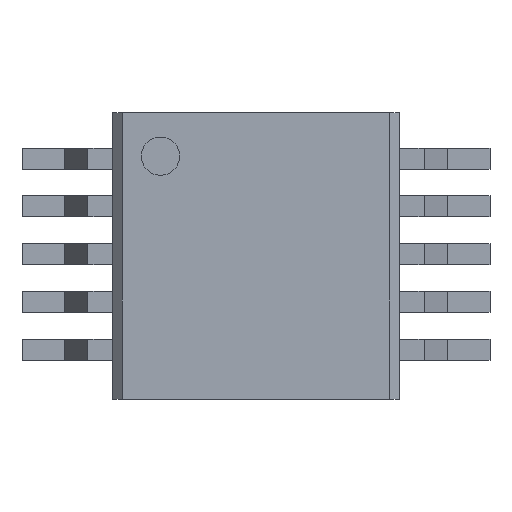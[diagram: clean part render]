
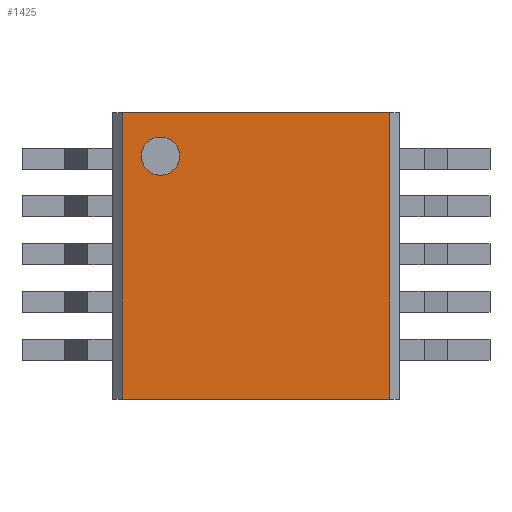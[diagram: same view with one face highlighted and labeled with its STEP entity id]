
A CAD part, top view. The second image highlights one B-rep face of the part: STEP entity #1425.
In plain terms, the highlighted planar face has unit normal (0, 0, 1).
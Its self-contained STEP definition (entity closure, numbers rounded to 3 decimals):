
#242 = VERTEX_POINT('',#243);
#243 = CARTESIAN_POINT('',(1.4,1.48,1.1));
#249 = EDGE_CURVE('',#242,#250,#252,.T.);
#250 = VERTEX_POINT('',#251);
#251 = CARTESIAN_POINT('',(-1.4,1.48,1.1));
#252 = LINE('',#253,#254);
#253 = CARTESIAN_POINT('',(1.5,1.48,1.1));
#254 = VECTOR('',#255,1.);
#255 = DIRECTION('',(-1.,0.,0.));
#321 = VERTEX_POINT('',#322);
#322 = CARTESIAN_POINT('',(-1.4,-1.52,1.1));
#328 = EDGE_CURVE('',#250,#321,#329,.T.);
#329 = LINE('',#330,#331);
#330 = CARTESIAN_POINT('',(-1.4,1.48,1.1));
#331 = VECTOR('',#332,1.);
#332 = DIRECTION('',(0.,-1.,0.));
#344 = EDGE_CURVE('',#321,#345,#347,.T.);
#345 = VERTEX_POINT('',#346);
#346 = CARTESIAN_POINT('',(1.4,-1.52,1.1));
#347 = LINE('',#348,#349);
#348 = CARTESIAN_POINT('',(-1.5,-1.52,1.1));
#349 = VECTOR('',#350,1.);
#350 = DIRECTION('',(1.,0.,0.));
#1403 = EDGE_CURVE('',#345,#242,#1404,.T.);
#1404 = LINE('',#1405,#1406);
#1405 = CARTESIAN_POINT('',(1.4,-1.52,1.1));
#1406 = VECTOR('',#1407,1.);
#1407 = DIRECTION('',(0.,1.,0.));
#1425 = ADVANCED_FACE('',(#1426,#1432),#1443,.T.);
#1426 = FACE_BOUND('',#1427,.T.);
#1427 = EDGE_LOOP('',(#1428,#1429,#1430,#1431));
#1428 = ORIENTED_EDGE('',*,*,#344,.T.);
#1429 = ORIENTED_EDGE('',*,*,#1403,.T.);
#1430 = ORIENTED_EDGE('',*,*,#249,.T.);
#1431 = ORIENTED_EDGE('',*,*,#328,.T.);
#1432 = FACE_BOUND('',#1433,.T.);
#1433 = EDGE_LOOP('',(#1434));
#1434 = ORIENTED_EDGE('',*,*,#1435,.F.);
#1435 = EDGE_CURVE('',#1436,#1436,#1438,.T.);
#1436 = VERTEX_POINT('',#1437);
#1437 = CARTESIAN_POINT('',(-1.,0.825,1.1));
#1438 = CIRCLE('',#1439,0.2);
#1439 = AXIS2_PLACEMENT_3D('',#1440,#1441,#1442);
#1440 = CARTESIAN_POINT('',(-1.,1.025,1.1));
#1441 = DIRECTION('',(0.,0.,1.));
#1442 = DIRECTION('',(0.,-1.,0.));
#1443 = PLANE('',#1444);
#1444 = AXIS2_PLACEMENT_3D('',#1445,#1446,#1447);
#1445 = CARTESIAN_POINT('',(0.,-0.02,1.1)
  );
#1446 = DIRECTION('',(0.,0.,1.));
#1447 = DIRECTION('',(0.,-1.,0.));
